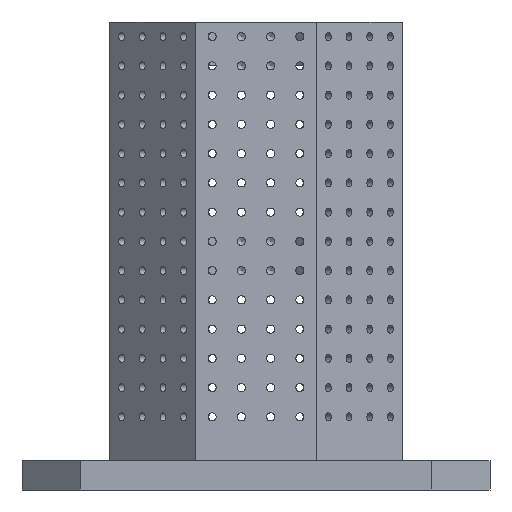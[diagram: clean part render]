
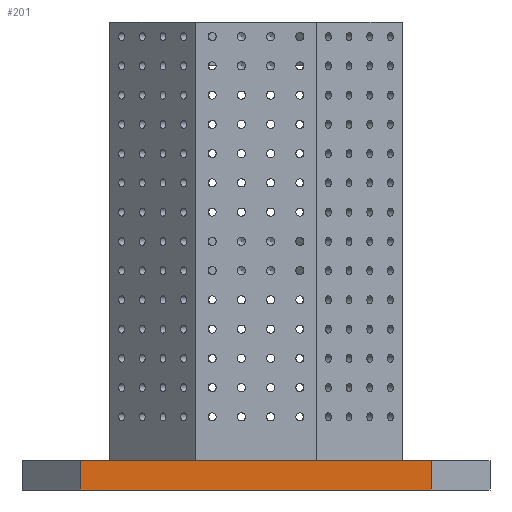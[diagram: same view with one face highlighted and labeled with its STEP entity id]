
A CAD part, left-side view. The second image highlights one B-rep face of the part: STEP entity #201.
In plain terms, the highlighted planar face has unit normal (-1, 0, 0).
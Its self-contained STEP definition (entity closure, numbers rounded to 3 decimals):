
#201 = ADVANCED_FACE( '', ( #1627 ), #1628, .F. );
#1627 = FACE_OUTER_BOUND( '', #4830, .T. );
#1628 = PLANE( '', #4831 );
#4830 = EDGE_LOOP( '', ( #9419, #9420, #9421, #9422 ) );
#4831 = AXIS2_PLACEMENT_3D( '', #9423, #9424, #9425 );
#9419 = ORIENTED_EDGE( '', *, *, #16290, .F. );
#9420 = ORIENTED_EDGE( '', *, *, #16291, .T. );
#9421 = ORIENTED_EDGE( '', *, *, #16247, .T. );
#9422 = ORIENTED_EDGE( '', *, *, #14991, .T. );
#9423 = CARTESIAN_POINT( '', ( -400., 400., 50. ) );
#9424 = DIRECTION( '', ( 1., 0., 0. ) );
#9425 = DIRECTION( '', ( 0., 1., 0. ) );
#14991 = EDGE_CURVE( '', #17305, #17302, #17306, .T. );
#16247 = EDGE_CURVE( '', #19624, #17305, #19625, .T. );
#16290 = EDGE_CURVE( '', #19679, #17302, #19680, .T. );
#16291 = EDGE_CURVE( '', #19679, #19624, #19681, .T. );
#17302 = VERTEX_POINT( '', #21098 );
#17305 = VERTEX_POINT( '', #21102 );
#17306 = LINE( '', #21103, #21104 );
#19624 = VERTEX_POINT( '', #26752 );
#19625 = LINE( '', #26753, #26754 );
#19679 = VERTEX_POINT( '', #26821 );
#19680 = LINE( '', #26822, #26823 );
#19681 = LINE( '', #26824, #26825 );
#21098 = CARTESIAN_POINT( '', ( -400., -300., 50. ) );
#21102 = CARTESIAN_POINT( '', ( -400., -300., 0. ) );
#21103 = CARTESIAN_POINT( '', ( -400., -300., 50. ) );
#21104 = VECTOR( '', #36499, 1000. );
#26752 = CARTESIAN_POINT( '', ( -400., 300., 0. ) );
#26753 = CARTESIAN_POINT( '', ( -400., 400., 0. ) );
#26754 = VECTOR( '', #38889, 1000. );
#26821 = CARTESIAN_POINT( '', ( -400., 300., 50. ) );
#26822 = CARTESIAN_POINT( '', ( -400., 400., 50. ) );
#26823 = VECTOR( '', #38990, 1000. );
#26824 = CARTESIAN_POINT( '', ( -400., 300., 50. ) );
#26825 = VECTOR( '', #38991, 1000. );
#36499 = DIRECTION( '', ( 0., 0., 1. ) );
#38889 = DIRECTION( '', ( 0., -1., 0. ) );
#38990 = DIRECTION( '', ( 0., -1., 0. ) );
#38991 = DIRECTION( '', ( 0., 0., -1. ) );
